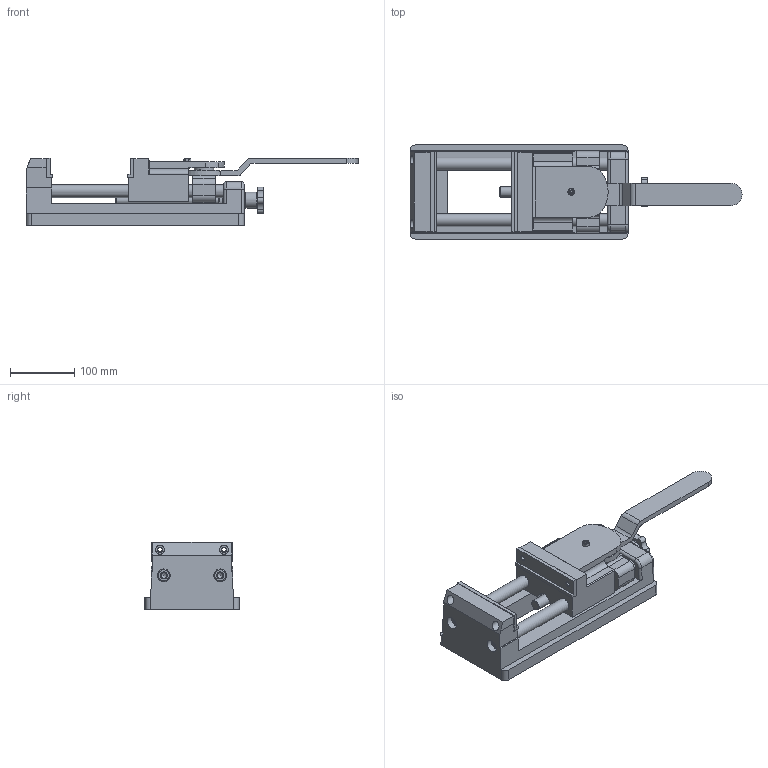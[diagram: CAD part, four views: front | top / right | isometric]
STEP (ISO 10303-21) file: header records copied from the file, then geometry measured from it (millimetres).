
FILE_DESCRIPTION(/* description */ (''),/* implementation_level */ '2;1');
FILE_NAME(/* name */ '38_125_Mordaza.stp',/* time_stamp */ '2013-07-31T07:42:14+02:00',/* author */ (''),/* organization */ (''),/* preprocessor_version */ 'ST-DEVELOPER v11',/* originating_system */ 'SIEMENS PLM Software NX 7.5',/* authorisation */ '');
FILE_SCHEMA (('AUTOMOTIVE_DESIGN { 1 0 10303 214 1 1 1 1 }'));
Length unit declared in the file: millimetre
Products named in the file (1): 38_125_Mordaza
Bounding box: 518.5 x 147 x 106 mm (x, y, z)
Volume: 2398835.8 mm3; surface area: 382564.1 mm2
Topology: 15 solids, 15 shells, 391 faces, 998 edges, 649 vertices
Faces by surface type: plane 177, cylinder 144, cone 54, torus 10, bspline 6
Full cylindrical faces by diameter (mm): 3 x1, 4 x1, 5 x1, 5.795 x1, 6 x1, 6.985 x5, 8 x3, 8.4 x4, 8.782 x5, 9.732 x1, 11.6 x1, 12 x2, 12.1 x1, 14 x4, 14.188 x1, 16 x3, 19.9 x1, 20 x13, 24 x1, 25 x1, 30 x1, 42 x1
Entity records: 11688 total; most frequent: CARTESIAN_POINT 2277, DIRECTION 1946, ORIENTED_EDGE 1706, EDGE_CURVE 853, AXIS2_PLACEMENT_3D 744, VERTEX_POINT 616, EDGE_LOOP 560, LINE 458
